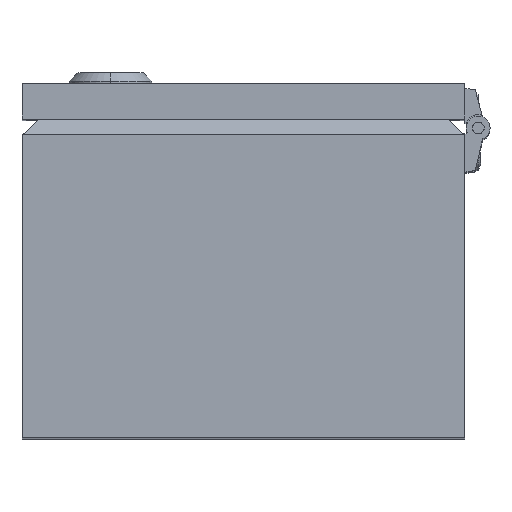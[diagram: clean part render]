
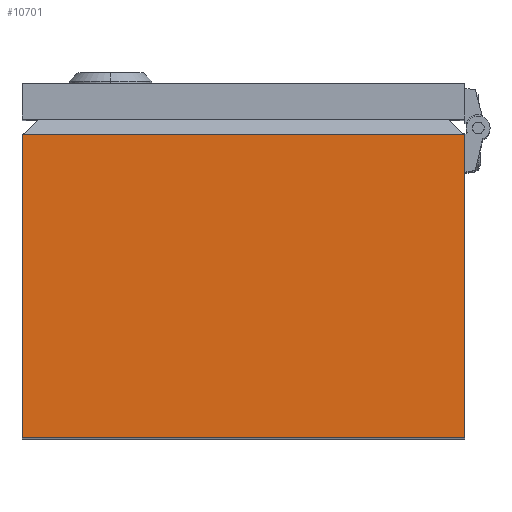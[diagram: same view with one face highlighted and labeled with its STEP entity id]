
A CAD part, top view. The second image highlights one B-rep face of the part: STEP entity #10701.
In plain terms, the highlighted planar face has unit normal (0, 0, 1).
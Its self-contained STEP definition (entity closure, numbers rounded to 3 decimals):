
#1187 = DIRECTION ( 'NONE',  ( 1., 0., 0. ) ) ;
#2393 = DIRECTION ( 'NONE',  ( 0., -1., 0. ) ) ;
#3347 = ORIENTED_EDGE ( 'NONE', *, *, #14101, .F. ) ;
#3541 = PLANE ( 'NONE',  #21763 ) ;
#4233 = VERTEX_POINT ( 'NONE', #4538 ) ;
#4538 = CARTESIAN_POINT ( 'NONE',  ( 0., 102.64, 300. ) ) ;
#4824 = CARTESIAN_POINT ( 'NONE',  ( 150., 0., 300. ) ) ;
#5020 = EDGE_LOOP ( 'NONE', ( #6904, #3347, #10138, #16604 ) ) ;
#5447 = CARTESIAN_POINT ( 'NONE',  ( 0., 0., 300. ) ) ;
#6904 = ORIENTED_EDGE ( 'NONE', *, *, #13814, .F. ) ;
#9254 = DIRECTION ( 'NONE',  ( 1., 0., 0. ) ) ;
#9949 = LINE ( 'NONE', #10072, #17791 ) ;
#10072 = CARTESIAN_POINT ( 'NONE',  ( 150., 0., 300. ) ) ;
#10138 = ORIENTED_EDGE ( 'NONE', *, *, #15227, .T. ) ;
#10633 = CARTESIAN_POINT ( 'NONE',  ( 150., 102.64, 300. ) ) ;
#10701 = ADVANCED_FACE ( 'NONE', ( #19893 ), #3541, .T. ) ;
#11660 = LINE ( 'NONE', #13461, #14770 ) ;
#12079 = VECTOR ( 'NONE', #1187, 1000. ) ;
#12300 = LINE ( 'NONE', #13976, #12079 ) ;
#13461 = CARTESIAN_POINT ( 'NONE',  ( 0., 0., 300. ) ) ;
#13814 = EDGE_CURVE ( 'NONE', #15948, #16726, #9949, .T. ) ;
#13915 = VECTOR ( 'NONE', #23391, 1000. ) ;
#13976 = CARTESIAN_POINT ( 'NONE',  ( 0., 102.64, 300. ) ) ;
#14101 = EDGE_CURVE ( 'NONE', #4233, #15948, #12300, .T. ) ;
#14529 = DIRECTION ( 'NONE',  ( 0., 0., 1. ) ) ;
#14770 = VECTOR ( 'NONE', #15513, 1000. ) ;
#14971 = VERTEX_POINT ( 'NONE', #18599 ) ;
#15227 = EDGE_CURVE ( 'NONE', #4233, #14971, #11660, .T. ) ;
#15513 = DIRECTION ( 'NONE',  ( 0., -1., 0. ) ) ;
#15948 = VERTEX_POINT ( 'NONE', #10633 ) ;
#16604 = ORIENTED_EDGE ( 'NONE', *, *, #23170, .T. ) ;
#16726 = VERTEX_POINT ( 'NONE', #4824 ) ;
#17791 = VECTOR ( 'NONE', #2393, 1000. ) ;
#18599 = CARTESIAN_POINT ( 'NONE',  ( 0., 0., 300. ) ) ;
#19044 = LINE ( 'NONE', #20833, #13915 ) ;
#19893 = FACE_OUTER_BOUND ( 'NONE', #5020, .T. ) ;
#20833 = CARTESIAN_POINT ( 'NONE',  ( 0., 0., 300. ) ) ;
#21763 = AXIS2_PLACEMENT_3D ( 'NONE', #5447, #14529, #9254 ) ;
#23170 = EDGE_CURVE ( 'NONE', #14971, #16726, #19044, .T. ) ;
#23391 = DIRECTION ( 'NONE',  ( 1., 0., 0. ) ) ;
